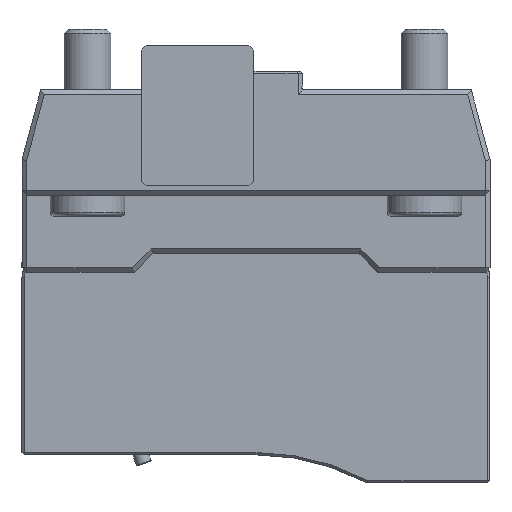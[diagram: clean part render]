
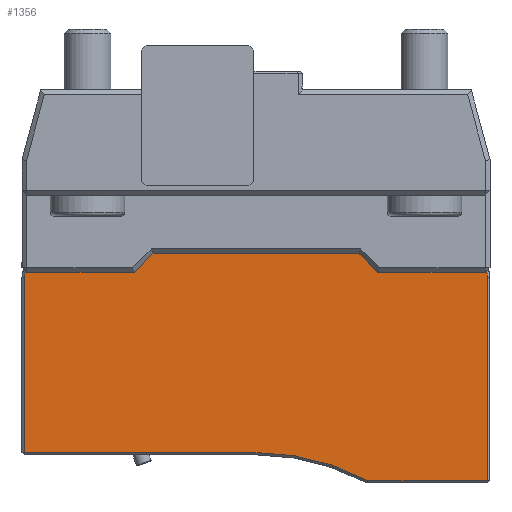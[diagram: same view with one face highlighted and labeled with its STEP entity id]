
A CAD part, left-side view. The second image highlights one B-rep face of the part: STEP entity #1356.
In plain terms, the highlighted planar face has unit normal (-1, 0, 0).
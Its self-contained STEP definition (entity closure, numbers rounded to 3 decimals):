
#332=LINE('',#6991,#802);
#334=LINE('',#7002,#804);
#338=LINE('',#7011,#808);
#340=LINE('',#7016,#810);
#343=LINE('',#7022,#813);
#391=LINE('',#7152,#861);
#395=LINE('',#7159,#865);
#408=LINE('',#7187,#878);
#409=LINE('',#7189,#879);
#410=LINE('',#7191,#880);
#411=LINE('',#7193,#881);
#412=LINE('',#7194,#882);
#413=LINE('',#7196,#883);
#802=VECTOR('',#5602,1.);
#804=VECTOR('',#5610,1.);
#808=VECTOR('',#5616,1.);
#810=VECTOR('',#5620,1.);
#813=VECTOR('',#5625,1.);
#861=VECTOR('',#5727,1.);
#865=VECTOR('',#5735,1.);
#878=VECTOR('',#5764,1.);
#879=VECTOR('',#5767,1.);
#880=VECTOR('',#5768,1.);
#881=VECTOR('',#5769,1.);
#882=VECTOR('',#5770,1.);
#883=VECTOR('',#5771,1.);
#1356=ADVANCED_FACE('',(#1811),#1588,.T.);
#1588=PLANE('',#4812);
#1811=FACE_OUTER_BOUND('',#2111,.T.);
#2111=EDGE_LOOP('',(#2992,#2993,#2994,#2995,#2996,#2997,#2998,#2999,#3000,
#3001,#3002,#3003,#3004,#3005));
#2992=ORIENTED_EDGE('',*,*,#4236,.T.);
#2993=ORIENTED_EDGE('',*,*,#4237,.T.);
#2994=ORIENTED_EDGE('',*,*,#4238,.F.);
#2995=ORIENTED_EDGE('',*,*,#4153,.F.);
#2996=ORIENTED_EDGE('',*,*,#4155,.F.);
#2997=ORIENTED_EDGE('',*,*,#4158,.F.);
#2998=ORIENTED_EDGE('',*,*,#4217,.F.);
#2999=ORIENTED_EDGE('',*,*,#4239,.T.);
#3000=ORIENTED_EDGE('',*,*,#4240,.T.);
#3001=ORIENTED_EDGE('',*,*,#4221,.T.);
#3002=ORIENTED_EDGE('',*,*,#4149,.T.);
#3003=ORIENTED_EDGE('',*,*,#4147,.T.);
#3004=ORIENTED_EDGE('',*,*,#4145,.T.);
#3005=ORIENTED_EDGE('',*,*,#4235,.T.);
#3638=VERTEX_POINT('',#6904);
#3658=VERTEX_POINT('',#6988);
#3659=VERTEX_POINT('',#6992);
#3660=VERTEX_POINT('',#6999);
#3661=VERTEX_POINT('',#7005);
#3664=VERTEX_POINT('',#7010);
#3666=VERTEX_POINT('',#7015);
#3668=VERTEX_POINT('',#7021);
#3707=VERTEX_POINT('',#7151);
#3709=VERTEX_POINT('',#7160);
#3715=VERTEX_POINT('',#7186);
#3716=VERTEX_POINT('',#7190);
#3717=VERTEX_POINT('',#7192);
#3718=VERTEX_POINT('',#7195);
#4145=EDGE_CURVE('',#3659,#3658,#332,.T.);
#4147=EDGE_CURVE('',#3660,#3659,#4494,.T.);
#4149=EDGE_CURVE('',#3638,#3660,#334,.T.);
#4153=EDGE_CURVE('',#3664,#3661,#338,.T.);
#4155=EDGE_CURVE('',#3666,#3664,#340,.T.);
#4158=EDGE_CURVE('',#3668,#3666,#343,.T.);
#4217=EDGE_CURVE('',#3707,#3668,#391,.T.);
#4221=EDGE_CURVE('',#3709,#3638,#395,.T.);
#4235=EDGE_CURVE('',#3658,#3715,#408,.T.);
#4236=EDGE_CURVE('',#3715,#3716,#409,.T.);
#4237=EDGE_CURVE('',#3716,#3717,#410,.T.);
#4238=EDGE_CURVE('',#3661,#3717,#411,.T.);
#4239=EDGE_CURVE('',#3707,#3718,#412,.T.);
#4240=EDGE_CURVE('',#3718,#3709,#413,.T.);
#4494=CIRCLE('',#4769,50.5);
#4769=AXIS2_PLACEMENT_3D('',#6998,#5605,#5606);
#4812=AXIS2_PLACEMENT_3D('',#7197,#5772,#5773);
#5602=DIRECTION('',(0.,-1.,0.));
#5605=DIRECTION('',(1.,0.,0.));
#5606=DIRECTION('',(0.,1.,0.));
#5610=DIRECTION('',(0.,-1.,0.));
#5616=DIRECTION('',(0.,-0.707,-0.707));
#5620=DIRECTION('',(0.,-1.,0.));
#5625=DIRECTION('',(0.,-0.707,0.707));
#5727=DIRECTION('',(0.,-1.,0.));
#5735=DIRECTION('',(0.,0.,-1.));
#5764=DIRECTION('',(0.,0.,1.));
#5767=DIRECTION('',(0.,0.174,0.985));
#5768=DIRECTION('',(0.,0.707,-0.707));
#5769=DIRECTION('',(0.,-1.,0.));
#5770=DIRECTION('',(0.,0.707,0.707));
#5771=DIRECTION('',(0.,0.174,-0.985));
#5772=DIRECTION('',(-1.,0.,0.));
#5773=DIRECTION('',(0.,-1.,0.));
#6904=CARTESIAN_POINT('',(106.,49.5,-77.5));
#6988=CARTESIAN_POINT('',(106.,-49.5,-83.5));
#6991=CARTESIAN_POINT('',(106.,-50.,-83.5));
#6992=CARTESIAN_POINT('',(106.,-23.875,-83.5));
#6998=CARTESIAN_POINT('',(106.,0.,-128.));
#6999=CARTESIAN_POINT('',(106.,0.,-77.5));
#7002=CARTESIAN_POINT('',(106.,0.,-77.5));
#7005=CARTESIAN_POINT('',(106.,-26.207,-38.5));
#7010=CARTESIAN_POINT('',(106.,-22.207,-34.5));
#7011=CARTESIAN_POINT('',(106.,-10.854,-23.146));
#7015=CARTESIAN_POINT('',(106.,22.207,-34.5));
#7016=CARTESIAN_POINT('',(106.,50.,-34.5));
#7021=CARTESIAN_POINT('',(106.,26.207,-38.5));
#7022=CARTESIAN_POINT('',(106.,60.854,-73.146));
#7151=CARTESIAN_POINT('',(106.,48.793,-38.5));
#7152=CARTESIAN_POINT('',(106.,50.,-38.5));
#7159=CARTESIAN_POINT('',(106.,49.5,-84.));
#7160=CARTESIAN_POINT('',(106.,49.5,-40.044));
#7186=CARTESIAN_POINT('',(106.,-49.5,-40.044));
#7187=CARTESIAN_POINT('',(106.,-49.5,-84.));
#7189=CARTESIAN_POINT('',(106.,-47.433,-28.319));
#7190=CARTESIAN_POINT('',(106.,-49.163,-38.13));
#7191=CARTESIAN_POINT('',(106.,-18.646,-68.646));
#7192=CARTESIAN_POINT('',(106.,-48.793,-38.5));
#7193=CARTESIAN_POINT('',(106.,50.,-38.5));
#7194=CARTESIAN_POINT('',(106.,68.646,-18.646));
#7195=CARTESIAN_POINT('',(106.,49.163,-38.13));
#7196=CARTESIAN_POINT('',(106.,57.032,-82.76));
#7197=CARTESIAN_POINT('',(106.,50.,-84.));
